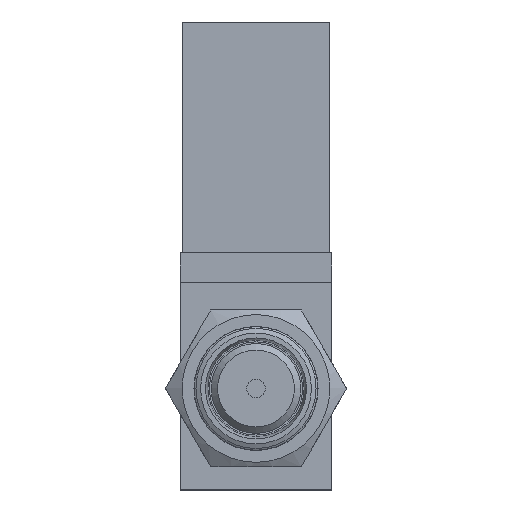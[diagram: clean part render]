
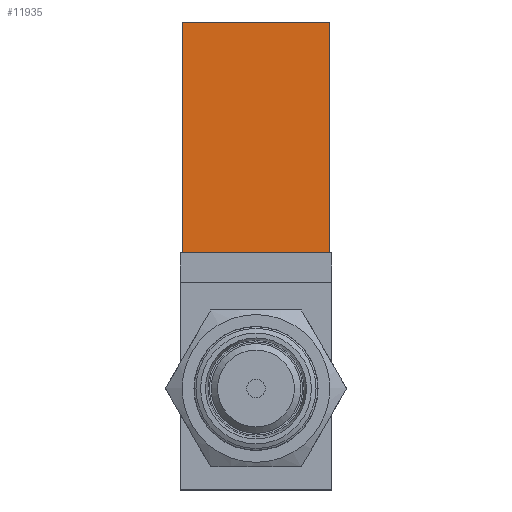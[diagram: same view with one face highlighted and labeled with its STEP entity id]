
A CAD part, front view. The second image highlights one B-rep face of the part: STEP entity #11935.
In plain terms, the highlighted planar face has unit normal (0, -1, 0).
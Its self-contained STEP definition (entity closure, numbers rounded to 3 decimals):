
#11880=CARTESIAN_POINT('',(8.,22.431,14.7));
#11881=VERTEX_POINT('',#11880);
#11888=CARTESIAN_POINT('',(-8.,22.431,14.7));
#11889=VERTEX_POINT('',#11888);
#11890=CARTESIAN_POINT('',(8.,22.431,14.7));
#11891=DIRECTION('',(-1.0,0.0,0.0));
#11892=VECTOR('',#11891,16.);
#11893=LINE('',#11890,#11892);
#11894=EDGE_CURVE('',#11881,#11889,#11893,.T.);
#11905=CARTESIAN_POINT('',(0.,22.431,27.2));
#11906=DIRECTION('',(0.0,-1.0,0.0));
#11907=DIRECTION('',(0.0,0.0,1.0));
#11908=AXIS2_PLACEMENT_3D('',#11905,#11906,#11907);
#11909=PLANE('',#11908);
#11910=CARTESIAN_POINT('',(8.,22.431,39.7));
#11911=VERTEX_POINT('',#11910);
#11912=CARTESIAN_POINT('',(8.,22.431,39.7));
#11913=DIRECTION('',(0.0,0.0,-1.0));
#11914=VECTOR('',#11913,25.0);
#11915=LINE('',#11912,#11914);
#11916=EDGE_CURVE('',#11911,#11881,#11915,.T.);
#11917=ORIENTED_EDGE('',*,*,#11916,.F.);
#11918=CARTESIAN_POINT('',(-8.,22.431,39.7));
#11919=VERTEX_POINT('',#11918);
#11920=CARTESIAN_POINT('',(-8.,22.431,39.7));
#11921=DIRECTION('',(1.0,0.0,0.0));
#11922=VECTOR('',#11921,16.0);
#11923=LINE('',#11920,#11922);
#11924=EDGE_CURVE('',#11919,#11911,#11923,.T.);
#11925=ORIENTED_EDGE('',*,*,#11924,.F.);
#11926=CARTESIAN_POINT('',(-8.,22.431,14.7));
#11927=DIRECTION('',(0.0,0.0,1.0));
#11928=VECTOR('',#11927,25.0);
#11929=LINE('',#11926,#11928);
#11930=EDGE_CURVE('',#11889,#11919,#11929,.T.);
#11931=ORIENTED_EDGE('',*,*,#11930,.F.);
#11932=ORIENTED_EDGE('',*,*,#11894,.F.);
#11933=EDGE_LOOP('',(#11917,#11925,#11931,#11932));
#11934=FACE_OUTER_BOUND('',#11933,.T.);
#11935=ADVANCED_FACE('',(#11934),#11909,.T.);
